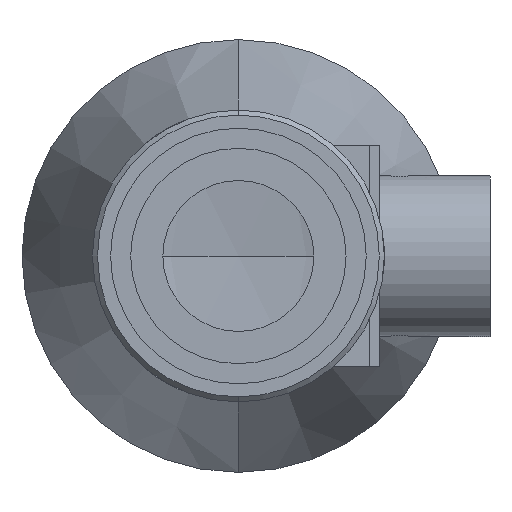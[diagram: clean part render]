
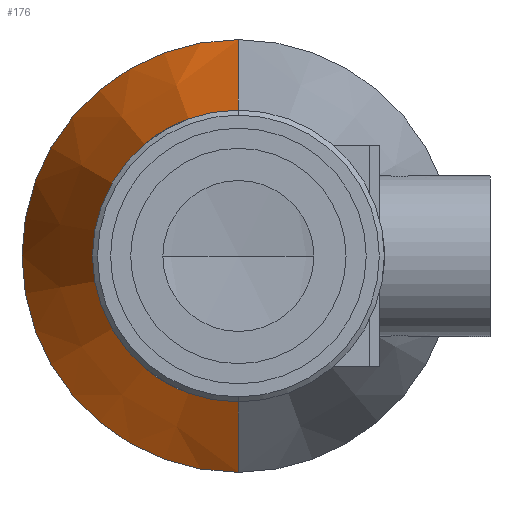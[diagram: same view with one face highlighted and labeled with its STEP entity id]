
A CAD part, front view. The second image highlights one B-rep face of the part: STEP entity #176.
In plain terms, the highlighted conical face has half-angle 18.712 degrees and reference radius 21.5 mm.
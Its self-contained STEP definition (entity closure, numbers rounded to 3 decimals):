
#94 = DIRECTION ( 'NONE',  ( 0., 0., 1. ) ) ;
#176 = ADVANCED_FACE ( 'NONE', ( #1964 ), #2492, .T. ) ;
#399 = CARTESIAN_POINT ( 'NONE',  ( 0., -50., 0. ) ) ;
#536 = CARTESIAN_POINT ( 'NONE',  ( 0., -81., 11. ) ) ;
#537 = VECTOR ( 'NONE', #2551, 1000. ) ;
#567 = CARTESIAN_POINT ( 'NONE',  ( 0., -50., 0. ) ) ;
#588 = CIRCLE ( 'NONE', #2828, 11. ) ;
#593 = EDGE_CURVE ( 'NONE', #1779, #3215, #2575, .T. ) ;
#671 = CARTESIAN_POINT ( 'NONE',  ( 0., -50., -21.5 ) ) ;
#704 = CARTESIAN_POINT ( 'NONE',  ( 0., -50., 21.5 ) ) ;
#713 = LINE ( 'NONE', #704, #1978 ) ;
#716 = DIRECTION ( 'NONE',  ( 0., 0.947, 0.321 ) ) ;
#832 = DIRECTION ( 'NONE',  ( 0., 0., 1. ) ) ;
#1030 = CARTESIAN_POINT ( 'NONE',  ( 0., -50., 21.5 ) ) ;
#1285 = CARTESIAN_POINT ( 'NONE',  ( 0., -50., -21.5 ) ) ;
#1458 = VERTEX_POINT ( 'NONE', #536 ) ;
#1633 = DIRECTION ( 'NONE',  ( 0., 1., 0. ) ) ;
#1774 = ORIENTED_EDGE ( 'NONE', *, *, #2450, .T. ) ;
#1779 = VERTEX_POINT ( 'NONE', #2292 ) ;
#1964 = FACE_OUTER_BOUND ( 'NONE', #2507, .T. ) ;
#1978 = VECTOR ( 'NONE', #716, 1000. ) ;
#2283 = ORIENTED_EDGE ( 'NONE', *, *, #2887, .F. ) ;
#2292 = CARTESIAN_POINT ( 'NONE',  ( 0., -81., -11. ) ) ;
#2350 = DIRECTION ( 'NONE',  ( 0., 1., 0. ) ) ;
#2441 = DIRECTION ( 'NONE',  ( 0., 1., 0. ) ) ;
#2450 = EDGE_CURVE ( 'NONE', #1779, #1458, #588, .T. ) ;
#2471 = AXIS2_PLACEMENT_3D ( 'NONE', #399, #2441, #3211 ) ;
#2492 = CONICAL_SURFACE ( 'NONE', #2471, 21.5, 0.327 ) ;
#2507 = EDGE_LOOP ( 'NONE', ( #3031, #1774, #3058, #2283 ) ) ;
#2551 = DIRECTION ( 'NONE',  ( 0., 0.947, -0.321 ) ) ;
#2575 = LINE ( 'NONE', #1285, #537 ) ;
#2673 = EDGE_CURVE ( 'NONE', #1458, #2748, #713, .T. ) ;
#2748 = VERTEX_POINT ( 'NONE', #1030 ) ;
#2828 = AXIS2_PLACEMENT_3D ( 'NONE', #3162, #1633, #94 ) ;
#2875 = AXIS2_PLACEMENT_3D ( 'NONE', #567, #2350, #832 ) ;
#2887 = EDGE_CURVE ( 'NONE', #3215, #2748, #3130, .T. ) ;
#3031 = ORIENTED_EDGE ( 'NONE', *, *, #593, .F. ) ;
#3058 = ORIENTED_EDGE ( 'NONE', *, *, #2673, .T. ) ;
#3130 = CIRCLE ( 'NONE', #2875, 21.5 ) ;
#3162 = CARTESIAN_POINT ( 'NONE',  ( 0., -81., 0. ) ) ;
#3211 = DIRECTION ( 'NONE',  ( 0., 0., 1. ) ) ;
#3215 = VERTEX_POINT ( 'NONE', #671 ) ;
